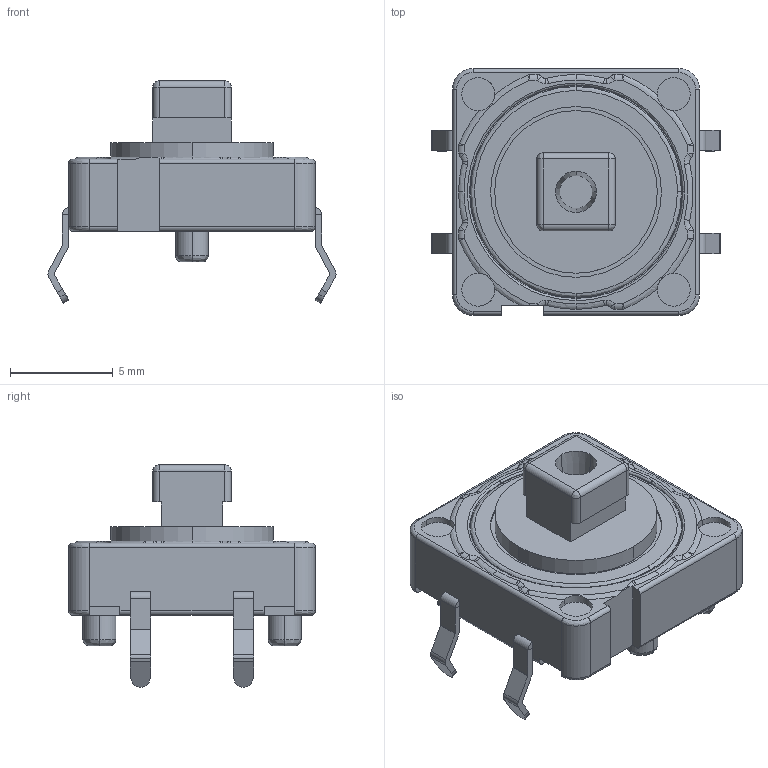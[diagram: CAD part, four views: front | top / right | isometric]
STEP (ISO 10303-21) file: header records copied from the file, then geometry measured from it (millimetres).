
FILE_DESCRIPTION(('FreeCAD Model'),'2;1');
FILE_NAME('SKHCBJ.step','2020-04-03T15:58:46',( 'kicad StepUp'),('ksu MCAD'),'Open CASCADE STEP processor 7.3', 'FreeCAD','Unknown');
FILE_SCHEMA(('AUTOMOTIVE_DESIGN { 1 0 10303 214 1 1 1 1 }'));
Length unit declared in the file: millimetre
Products named in the file (1): SKHCBJ
Bounding box: 14 x 12 x 10.8 mm (x, y, z)
Volume: 575.3 mm3; surface area: 605.9 mm2
Topology: 1 solids, 1 shells, 249 faces, 671 edges, 428 vertices
Faces by surface type: plane 95, cylinder 86, bspline 65, cone 3
Entity records: 10543 total; most frequent: CARTESIAN_POINT 2744, ORIENTED_EDGE 1334, DIRECTION 1247, EDGE_CURVE 667, AXIS2_PLACEMENT_3D 461, VERTEX_POINT 428, LINE 325, VECTOR 325
